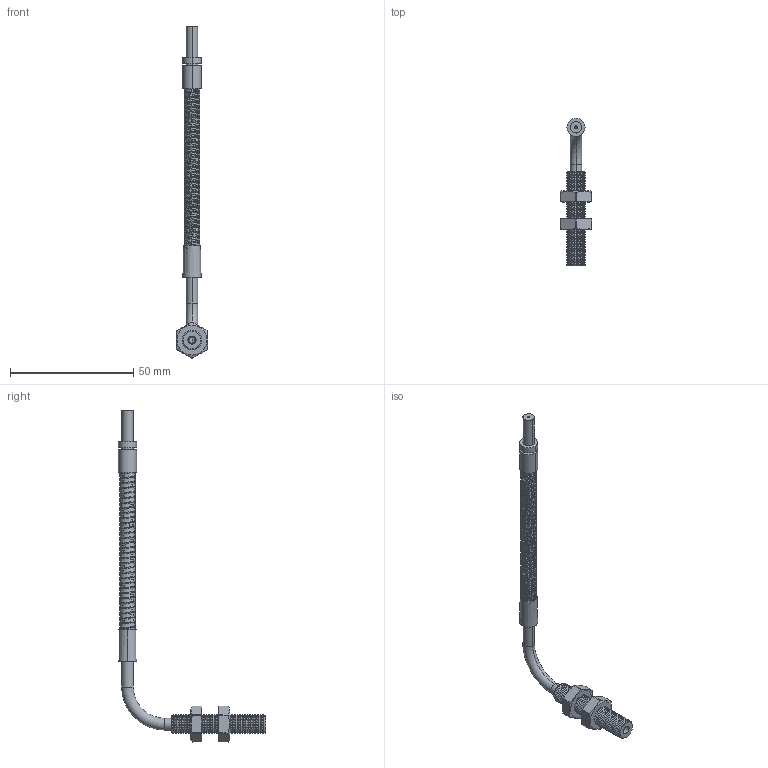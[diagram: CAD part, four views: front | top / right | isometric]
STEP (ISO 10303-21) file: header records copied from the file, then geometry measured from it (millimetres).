
FILE_DESCRIPTION((''),'2;1');
FILE_NAME('161907_ASM','2016-02-09T',('pdmadmin'),(''),'PRO/ENGINEER BY PARAMETRIC TECHNOLOGY CORPORATION, 2013230','PRO/ENGINEER BY PARAMETRIC TECHNOLOGY CORPORATION, 2013230','');
FILE_SCHEMA(('CONFIG_CONTROL_DESIGN'));
Length unit declared in the file: inch
Products named in the file (7): SS_TUBING_25; COLLAR__29_ANY; PROBE_90DEG_X_1-1_X-8_X-187DIA; TERMINUS_-29; 5-16X24X1_5IN_BRASS; 39427; 161907_ASM
Assembly tree (7 placements, depth 2):
  161907_ASM
    SS_TUBING_25
    COLLAR__29_ANY
    PROBE_90DEG_X_1-1_X-8_X-187DIA
    TERMINUS_-29
    5-16X24X1_5IN_BRASS
    39427  x2
Bounding box: 12.93 x 59.72 x 134.76 mm (x, y, z)
Volume: 3674 mm3; surface area: 10809.2 mm2
Topology: 7 solids, 7 shells, 470 faces, 982 edges, 530 vertices
Faces by surface type: cone 282, bspline 108, cylinder 44, plane 32, torus 4
Entity records: 36892 total; most frequent: CARTESIAN_POINT 28111, ORIENTED_EDGE 1774, DIRECTION 1761, EDGE_CURVE 887, AXIS2_PLACEMENT_3D 675, VERTEX_POINT 472, EDGE_LOOP 445, FACE_OUTER_BOUND 431
